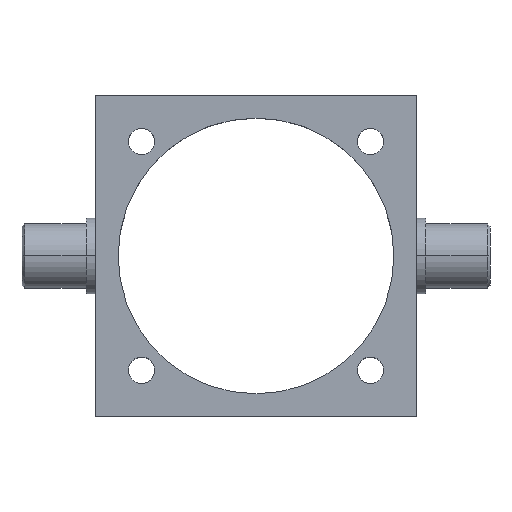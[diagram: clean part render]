
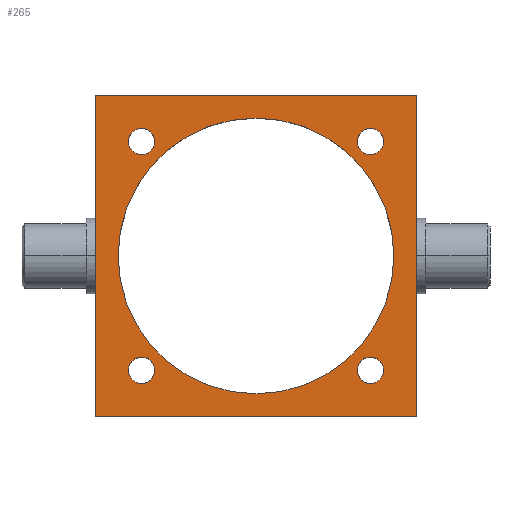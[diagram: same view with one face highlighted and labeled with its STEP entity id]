
A CAD part, top view. The second image highlights one B-rep face of the part: STEP entity #265.
In plain terms, the highlighted planar face has unit normal (0, 0, 1).
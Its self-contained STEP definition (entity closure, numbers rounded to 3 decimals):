
#11 = DIRECTION ( 'NONE',  ( 0., 0., 1. ) ) ;
#22 = CARTESIAN_POINT ( 'NONE',  ( -62.5, -62.5, 15. ) ) ;
#25 = DIRECTION ( 'NONE',  ( 0., -1., 0. ) ) ;
#27 = CARTESIAN_POINT ( 'NONE',  ( -62.5, 62.5, 15. ) ) ;
#48 = DIRECTION ( 'NONE',  ( 1., 0., 0. ) ) ;
#83 = DIRECTION ( 'NONE',  ( 0., 0., 1. ) ) ;
#98 = DIRECTION ( 'NONE',  ( 1., 0., 0. ) ) ;
#106 = CARTESIAN_POINT ( 'NONE',  ( -44.5, -44.5, 15. ) ) ;
#115 = DIRECTION ( 'NONE',  ( 1., 0., 0. ) ) ;
#150 = DIRECTION ( 'NONE',  ( 1., 0., 0. ) ) ;
#159 = DIRECTION ( 'NONE',  ( 1., 0., 0. ) ) ;
#160 = DIRECTION ( 'NONE',  ( 0., 0., 1. ) ) ;
#193 = DIRECTION ( 'NONE',  ( 0., 0., 1. ) ) ;
#201 = DIRECTION ( 'NONE',  ( 0., 0., 1. ) ) ;
#224 = CARTESIAN_POINT ( 'NONE',  ( -44.5, 44.5, 15. ) ) ;
#237 = CARTESIAN_POINT ( 'NONE',  ( -44.5, 44.5, 15. ) ) ;
#247 = DIRECTION ( 'NONE',  ( 1., 0., 0. ) ) ;
#265 = ADVANCED_FACE ( 'NONE', ( #982, #973, #984, #980, #985, #974 ), #921, .T. ) ;
#327 = CARTESIAN_POINT ( 'NONE',  ( 49.625, -44.5, 15. ) ) ;
#328 = CARTESIAN_POINT ( 'NONE',  ( -53.6, 0., 15. ) ) ;
#344 = CARTESIAN_POINT ( 'NONE',  ( 39.375, 44.5, 15. ) ) ;
#365 = CARTESIAN_POINT ( 'NONE',  ( -49.625, -44.5, 15. ) ) ;
#380 = CARTESIAN_POINT ( 'NONE',  ( -62.5, -62.5, 15. ) ) ;
#410 = CARTESIAN_POINT ( 'NONE',  ( 62.5, 62.5, 15. ) ) ;
#412 = CARTESIAN_POINT ( 'NONE',  ( -49.625, 44.5, 15. ) ) ;
#445 = DIRECTION ( 'NONE',  ( 0., 0., 1. ) ) ;
#453 = CARTESIAN_POINT ( 'NONE',  ( -39.375, -44.5, 15. ) ) ;
#529 = CARTESIAN_POINT ( 'NONE',  ( 53.6, 0., 15. ) ) ;
#541 = CARTESIAN_POINT ( 'NONE',  ( 62.5, -62.5, 15. ) ) ;
#565 = CARTESIAN_POINT ( 'NONE',  ( -39.375, 44.5, 15. ) ) ;
#574 = DIRECTION ( 'NONE',  ( 1., 0., 0. ) ) ;
#598 = CARTESIAN_POINT ( 'NONE',  ( 44.5, 44.5, 15. ) ) ;
#615 = CARTESIAN_POINT ( 'NONE',  ( 49.625, 44.5, 15. ) ) ;
#635 = CARTESIAN_POINT ( 'NONE',  ( 39.375, -44.5, 15. ) ) ;
#655 = CARTESIAN_POINT ( 'NONE',  ( -62.5, 62.5, 15. ) ) ;
#793 = AXIS2_PLACEMENT_3D ( 'NONE', #106, #83, #98 ) ;
#795 = AXIS2_PLACEMENT_3D ( 'NONE', #2165, #11, #115 ) ;
#796 = AXIS2_PLACEMENT_3D ( 'NONE', #2190, #2200, #2153 ) ;
#802 = AXIS2_PLACEMENT_3D ( 'NONE', #598, #445, #574 ) ;
#809 = AXIS2_PLACEMENT_3D ( 'NONE', #2296, #2123, #2125 ) ;
#810 = AXIS2_PLACEMENT_3D ( 'NONE', #1950, #193, #150 ) ;
#837 = AXIS2_PLACEMENT_3D ( 'NONE', #237, #201, #247 ) ;
#838 = AXIS2_PLACEMENT_3D ( 'NONE', #224, #160, #159 ) ;
#847 = AXIS2_PLACEMENT_3D ( 'NONE', #1940, #1946, #1947 ) ;
#852 = AXIS2_PLACEMENT_3D ( 'NONE', #1517, #1529, #1528 ) ;
#890 = AXIS2_PLACEMENT_3D ( 'NONE', #917, #912, #903 ) ;
#903 = DIRECTION ( 'NONE',  ( 1., 0., 0. ) ) ;
#912 = DIRECTION ( 'NONE',  ( 0., 0., 1. ) ) ;
#917 = CARTESIAN_POINT ( 'NONE',  ( -62.5, -62.5, 15. ) ) ;
#921 = PLANE ( 'NONE',  #890 ) ;
#973 = FACE_BOUND ( 'NONE', #1868, .T. ) ;
#974 = FACE_BOUND ( 'NONE', #1887, .T. ) ;
#980 = FACE_BOUND ( 'NONE', #1761, .T. ) ;
#982 = FACE_BOUND ( 'NONE', #1919, .T. ) ;
#984 = FACE_BOUND ( 'NONE', #1776, .T. ) ;
#985 = FACE_OUTER_BOUND ( 'NONE', #1590, .T. ) ;
#1119 = CIRCLE ( 'NONE', #852, 5.125 ) ;
#1130 = CIRCLE ( 'NONE', #847, 53.6 ) ;
#1133 = CIRCLE ( 'NONE', #810, 5.125 ) ;
#1152 = CIRCLE ( 'NONE', #837, 5.125 ) ;
#1154 = CIRCLE ( 'NONE', #838, 5.125 ) ;
#1165 = LINE ( 'NONE', #2175, #1174 ) ;
#1166 = LINE ( 'NONE', #2303, #1167 ) ;
#1167 = VECTOR ( 'NONE', #2211, 1000. ) ;
#1174 = VECTOR ( 'NONE', #2181, 1000. ) ;
#1189 = CIRCLE ( 'NONE', #809, 5.125 ) ;
#1199 = CIRCLE ( 'NONE', #796, 5.125 ) ;
#1206 = CIRCLE ( 'NONE', #795, 53.6 ) ;
#1208 = VECTOR ( 'NONE', #25, 1000. ) ;
#1211 = VECTOR ( 'NONE', #48, 1000. ) ;
#1212 = LINE ( 'NONE', #27, #1208 ) ;
#1213 = CIRCLE ( 'NONE', #793, 5.125 ) ;
#1216 = LINE ( 'NONE', #22, #1211 ) ;
#1252 = CIRCLE ( 'NONE', #802, 5.125 ) ;
#1304 = EDGE_CURVE ( 'NONE', #2038, #1443, #1119, .T. ) ;
#1312 = EDGE_CURVE ( 'NONE', #1460, #2020, #1130, .T. ) ;
#1316 = EDGE_CURVE ( 'NONE', #1443, #2038, #1133, .T. ) ;
#1338 = EDGE_CURVE ( 'NONE', #2029, #2050, #1152, .T. ) ;
#1340 = EDGE_CURVE ( 'NONE', #2050, #2029, #1154, .T. ) ;
#1352 = EDGE_CURVE ( 'NONE', #1469, #2031, #1166, .T. ) ;
#1365 = EDGE_CURVE ( 'NONE', #2031, #1455, #1165, .T. ) ;
#1368 = EDGE_CURVE ( 'NONE', #2032, #2062, #1189, .T. ) ;
#1376 = EDGE_CURVE ( 'NONE', #1458, #1451, #1199, .T. ) ;
#1383 = EDGE_CURVE ( 'NONE', #2020, #1460, #1206, .T. ) ;
#1389 = EDGE_CURVE ( 'NONE', #2062, #2032, #1213, .T. ) ;
#1393 = EDGE_CURVE ( 'NONE', #1455, #1466, #1212, .T. ) ;
#1397 = EDGE_CURVE ( 'NONE', #1466, #1469, #1216, .T. ) ;
#1421 = EDGE_CURVE ( 'NONE', #1451, #1458, #1252, .T. ) ;
#1443 = VERTEX_POINT ( 'NONE', #327 ) ;
#1451 = VERTEX_POINT ( 'NONE', #344 ) ;
#1455 = VERTEX_POINT ( 'NONE', #655 ) ;
#1458 = VERTEX_POINT ( 'NONE', #615 ) ;
#1460 = VERTEX_POINT ( 'NONE', #529 ) ;
#1466 = VERTEX_POINT ( 'NONE', #380 ) ;
#1469 = VERTEX_POINT ( 'NONE', #541 ) ;
#1517 = CARTESIAN_POINT ( 'NONE',  ( 44.5, -44.5, 15. ) ) ;
#1528 = DIRECTION ( 'NONE',  ( 1., 0., 0. ) ) ;
#1529 = DIRECTION ( 'NONE',  ( 0., 0., 1. ) ) ;
#1590 = EDGE_LOOP ( 'NONE', ( #1664, #1867, #1614, #1766 ) ) ;
#1614 = ORIENTED_EDGE ( 'NONE', *, *, #1352, .T. ) ;
#1664 = ORIENTED_EDGE ( 'NONE', *, *, #1393, .T. ) ;
#1693 = ORIENTED_EDGE ( 'NONE', *, *, #1421, .F. ) ;
#1701 = ORIENTED_EDGE ( 'NONE', *, *, #1338, .F. ) ;
#1711 = ORIENTED_EDGE ( 'NONE', *, *, #1340, .F. ) ;
#1717 = ORIENTED_EDGE ( 'NONE', *, *, #1368, .F. ) ;
#1730 = ORIENTED_EDGE ( 'NONE', *, *, #1389, .F. ) ;
#1739 = ORIENTED_EDGE ( 'NONE', *, *, #1376, .F. ) ;
#1748 = ORIENTED_EDGE ( 'NONE', *, *, #1312, .F. ) ;
#1761 = EDGE_LOOP ( 'NONE', ( #1711, #1701 ) ) ;
#1766 = ORIENTED_EDGE ( 'NONE', *, *, #1365, .T. ) ;
#1776 = EDGE_LOOP ( 'NONE', ( #1739, #1693 ) ) ;
#1808 = ORIENTED_EDGE ( 'NONE', *, *, #1383, .F. ) ;
#1822 = ORIENTED_EDGE ( 'NONE', *, *, #1304, .F. ) ;
#1851 = ORIENTED_EDGE ( 'NONE', *, *, #1316, .F. ) ;
#1867 = ORIENTED_EDGE ( 'NONE', *, *, #1397, .T. ) ;
#1868 = EDGE_LOOP ( 'NONE', ( #1851, #1822 ) ) ;
#1887 = EDGE_LOOP ( 'NONE', ( #1808, #1748 ) ) ;
#1919 = EDGE_LOOP ( 'NONE', ( #1717, #1730 ) ) ;
#1940 = CARTESIAN_POINT ( 'NONE',  ( 0., 0., 15. ) ) ;
#1946 = DIRECTION ( 'NONE',  ( 0., 0., 1. ) ) ;
#1947 = DIRECTION ( 'NONE',  ( 1., 0., 0. ) ) ;
#1950 = CARTESIAN_POINT ( 'NONE',  ( 44.5, -44.5, 15. ) ) ;
#2020 = VERTEX_POINT ( 'NONE', #328 ) ;
#2029 = VERTEX_POINT ( 'NONE', #412 ) ;
#2031 = VERTEX_POINT ( 'NONE', #410 ) ;
#2032 = VERTEX_POINT ( 'NONE', #453 ) ;
#2038 = VERTEX_POINT ( 'NONE', #635 ) ;
#2050 = VERTEX_POINT ( 'NONE', #565 ) ;
#2062 = VERTEX_POINT ( 'NONE', #365 ) ;
#2123 = DIRECTION ( 'NONE',  ( 0., 0., 1. ) ) ;
#2125 = DIRECTION ( 'NONE',  ( 1., 0., 0. ) ) ;
#2153 = DIRECTION ( 'NONE',  ( 1., 0., 0. ) ) ;
#2165 = CARTESIAN_POINT ( 'NONE',  ( 0., 0., 15. ) ) ;
#2175 = CARTESIAN_POINT ( 'NONE',  ( -62.5, 62.5, 15. ) ) ;
#2181 = DIRECTION ( 'NONE',  ( -1., 0., 0. ) ) ;
#2190 = CARTESIAN_POINT ( 'NONE',  ( 44.5, 44.5, 15. ) ) ;
#2200 = DIRECTION ( 'NONE',  ( 0., 0., 1. ) ) ;
#2211 = DIRECTION ( 'NONE',  ( 0., 1., 0. ) ) ;
#2296 = CARTESIAN_POINT ( 'NONE',  ( -44.5, -44.5, 15. ) ) ;
#2303 = CARTESIAN_POINT ( 'NONE',  ( 62.5, 62.5, 15. ) ) ;
